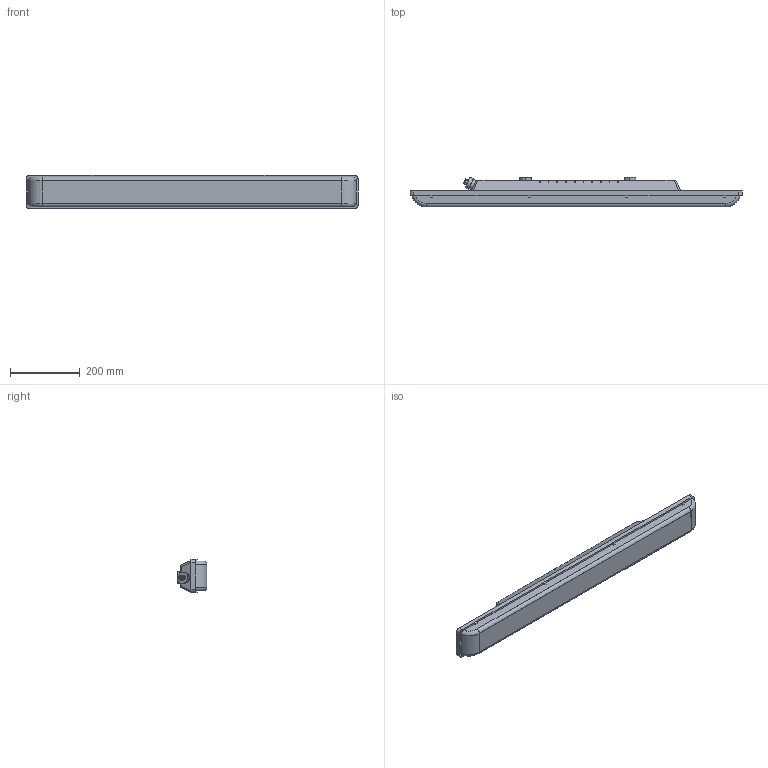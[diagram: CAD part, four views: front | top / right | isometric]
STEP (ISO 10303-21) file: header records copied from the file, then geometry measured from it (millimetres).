
FILE_DESCRIPTION (( 'STEP AP214' ), '1' );
FILE_NAME ('SLICK.OPL LED 20 EM Ex 5000K.STEP', '2018-07-12T10:44:49', ( '' ), ( '' ), 'SwSTEP 2.0', 'SolidWorks 2013', '' );
FILE_SCHEMA (( 'AUTOMOTIVE_DESIGN' ));
Length unit declared in the file: millimetre
Products named in the file (1): SLICK.OPL LED 20 EM Ex 5000K
Bounding box: 953 x 86 x 96 mm (x, y, z)
Volume: 2702403.8 mm3; surface area: 518726.1 mm2
Topology: 1 solids, 2 shells, 301 faces, 687 edges, 448 vertices
Faces by surface type: plane 157, cylinder 135, torus 8, bspline 1
Entity records: 9015 total; most frequent: CARTESIAN_POINT 1727, DIRECTION 1536, ORIENTED_EDGE 1374, EDGE_CURVE 687, AXIS2_PLACEMENT_3D 569, VERTEX_POINT 448, VECTOR 398, LINE 398
